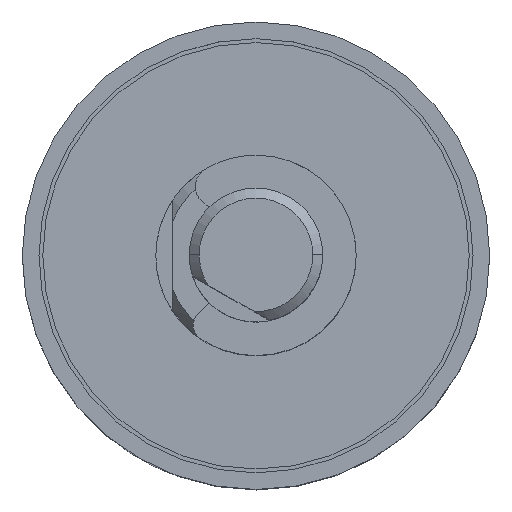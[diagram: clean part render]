
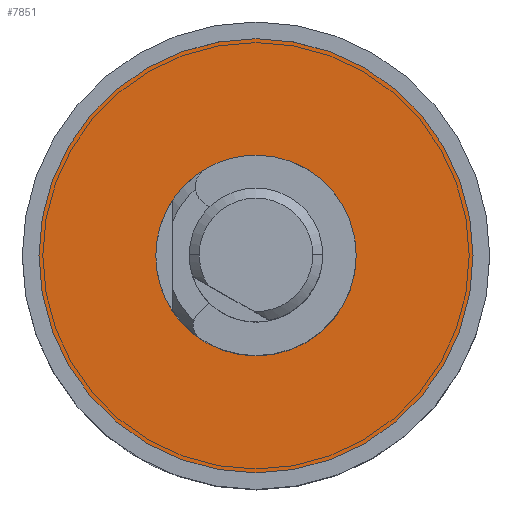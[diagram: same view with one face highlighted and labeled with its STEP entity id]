
A CAD part, top view. The second image highlights one B-rep face of the part: STEP entity #7851.
In plain terms, the highlighted planar face has unit normal (0, 0, 1).
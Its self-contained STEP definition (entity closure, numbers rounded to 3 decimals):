
#468 = DIRECTION ( 'NONE',  ( 0., 0., 1. ) ) ;
#502 = CARTESIAN_POINT ( 'NONE',  ( -3., 0., 0.5 ) ) ;
#595 = CIRCLE ( 'NONE', #8486, 3. ) ;
#1150 = PLANE ( 'NONE',  #2779 ) ;
#1261 = DIRECTION ( 'NONE',  ( 1., 0., 0. ) ) ;
#1560 = CARTESIAN_POINT ( 'NONE',  ( 0., 0., 0.5 ) ) ;
#1811 = CARTESIAN_POINT ( 'NONE',  ( 6.5, 0., 0.5 ) ) ;
#2077 = CARTESIAN_POINT ( 'NONE',  ( -6.5, 0., 0.5 ) ) ;
#2128 = DIRECTION ( 'NONE',  ( 1., 0., 0. ) ) ;
#2686 = AXIS2_PLACEMENT_3D ( 'NONE', #6660, #468, #10035 ) ;
#2779 = AXIS2_PLACEMENT_3D ( 'NONE', #3034, #8152, #1261 ) ;
#3010 = EDGE_LOOP ( 'NONE', ( #3515, #8275 ) ) ;
#3034 = CARTESIAN_POINT ( 'NONE',  ( 3., 0., 0.5 ) ) ;
#3363 = VERTEX_POINT ( 'NONE', #2077 ) ;
#3515 = ORIENTED_EDGE ( 'NONE', *, *, #5211, .T. ) ;
#3639 = ORIENTED_EDGE ( 'NONE', *, *, #6044, .T. ) ;
#3861 = CARTESIAN_POINT ( 'NONE',  ( 0., 0., 0.5 ) ) ;
#4384 = AXIS2_PLACEMENT_3D ( 'NONE', #3861, #7346, #2128 ) ;
#4490 = CIRCLE ( 'NONE', #5548, 3. ) ;
#4976 = DIRECTION ( 'NONE',  ( -1., 0., 0. ) ) ;
#5211 = EDGE_CURVE ( 'NONE', #6230, #3363, #8992, .T. ) ;
#5275 = FACE_OUTER_BOUND ( 'NONE', #3010, .T. ) ;
#5548 = AXIS2_PLACEMENT_3D ( 'NONE', #9923, #6489, #9067 ) ;
#5703 = ORIENTED_EDGE ( 'NONE', *, *, #6439, .T. ) ;
#5725 = CIRCLE ( 'NONE', #4384, 6.5 ) ;
#6044 = EDGE_CURVE ( 'NONE', #10204, #11244, #595, .T. ) ;
#6230 = VERTEX_POINT ( 'NONE', #1811 ) ;
#6439 = EDGE_CURVE ( 'NONE', #11244, #10204, #4490, .T. ) ;
#6489 = DIRECTION ( 'NONE',  ( 0., 0., -1. ) ) ;
#6660 = CARTESIAN_POINT ( 'NONE',  ( 0., 0., 0.5 ) ) ;
#7033 = EDGE_LOOP ( 'NONE', ( #3639, #5703 ) ) ;
#7080 = FACE_BOUND ( 'NONE', #7033, .T. ) ;
#7346 = DIRECTION ( 'NONE',  ( 0., 0., 1. ) ) ;
#7668 = DIRECTION ( 'NONE',  ( 0., 0., -1. ) ) ;
#7851 = ADVANCED_FACE ( 'NONE', ( #7080, #5275 ), #1150, .T. ) ;
#8152 = DIRECTION ( 'NONE',  ( 0., 0., 1. ) ) ;
#8275 = ORIENTED_EDGE ( 'NONE', *, *, #11192, .T. ) ;
#8486 = AXIS2_PLACEMENT_3D ( 'NONE', #1560, #7668, #4976 ) ;
#8992 = CIRCLE ( 'NONE', #2686, 6.5 ) ;
#9067 = DIRECTION ( 'NONE',  ( -1., 0., 0. ) ) ;
#9923 = CARTESIAN_POINT ( 'NONE',  ( 0., 0., 0.5 ) ) ;
#10035 = DIRECTION ( 'NONE',  ( 1., 0., 0. ) ) ;
#10204 = VERTEX_POINT ( 'NONE', #502 ) ;
#10648 = CARTESIAN_POINT ( 'NONE',  ( 3., 0., 0.5 ) ) ;
#11192 = EDGE_CURVE ( 'NONE', #3363, #6230, #5725, .T. ) ;
#11244 = VERTEX_POINT ( 'NONE', #10648 ) ;
